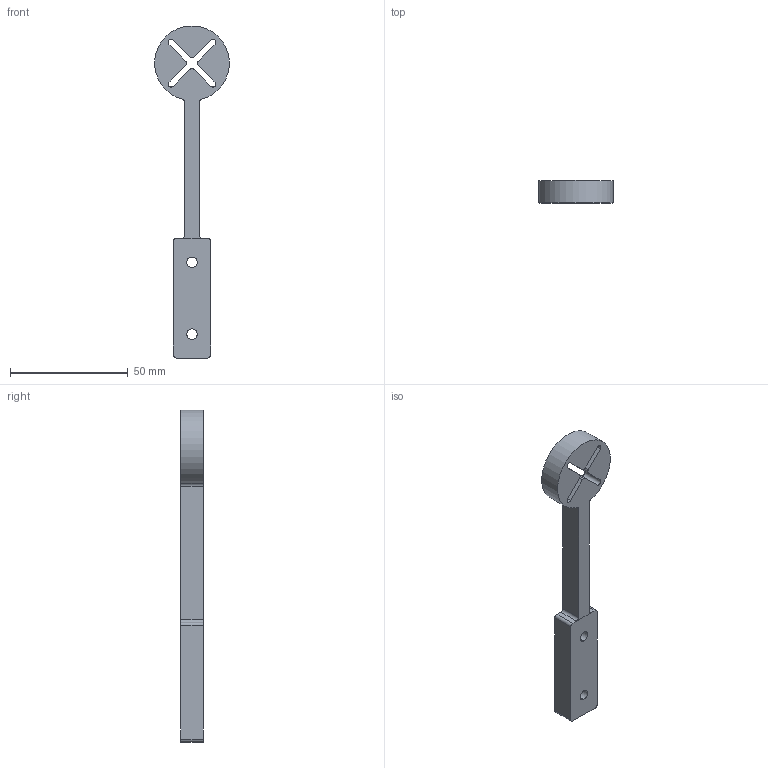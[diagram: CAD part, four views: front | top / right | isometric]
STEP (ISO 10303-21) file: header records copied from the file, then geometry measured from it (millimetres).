
FILE_DESCRIPTION (( 'STEP AP214' ), '1' );
FILE_NAME ('prt_motor_mount_plate_X.STEP', '2014-04-28T16:08:59', ( '' ), ( '' ), 'SwSTEP 2.0', 'SolidWorks 2011', '' );
FILE_SCHEMA (( 'AUTOMOTIVE_DESIGN' ));
Length unit declared in the file: inch
Products named in the file (1): prt_motor_mount_plate_X
Bounding box: 31.63 x 9.53 x 141.04 mm (x, y, z)
Volume: 17220.7 mm3; surface area: 8060.7 mm2
Topology: 1 solids, 1 shells, 43 faces, 119 edges, 78 vertices
Faces by surface type: cylinder 24, plane 19
Entity records: 1442 total; most frequent: DIRECTION 256, CARTESIAN_POINT 241, ORIENTED_EDGE 238, EDGE_CURVE 119, AXIS2_PLACEMENT_3D 93, VERTEX_POINT 78, VECTOR 70, LINE 70
